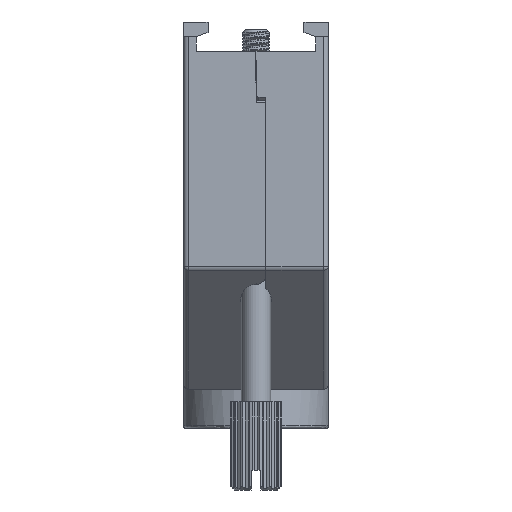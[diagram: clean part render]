
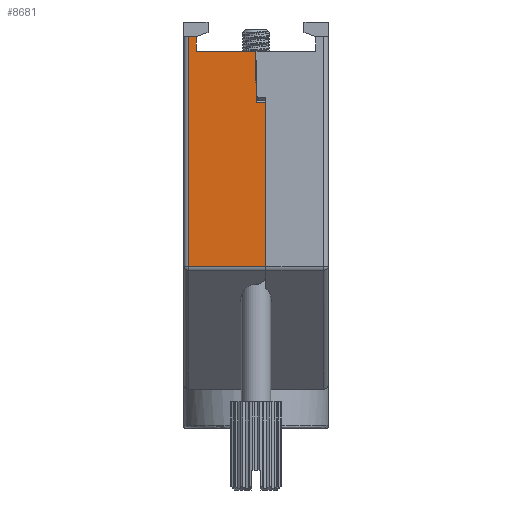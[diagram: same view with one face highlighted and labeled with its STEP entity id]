
A CAD part, left-side view. The second image highlights one B-rep face of the part: STEP entity #8681.
In plain terms, the highlighted face is planar.
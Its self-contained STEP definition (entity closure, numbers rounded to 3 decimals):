
#401 = ORIENTED_EDGE ( 'NONE', *, *, #6460, .T. ) ;
#550 = CARTESIAN_POINT ( 'NONE',  ( 19.75, 8.4, -8.183 ) ) ;
#628 = DIRECTION ( 'NONE',  ( 1., 0., 0. ) ) ;
#866 = VECTOR ( 'NONE', #3145, 1000. ) ;
#987 = CARTESIAN_POINT ( 'NONE',  ( 19.75, -38.228, -3. ) ) ;
#1090 = ORIENTED_EDGE ( 'NONE', *, *, #12104, .T. ) ;
#1364 = LINE ( 'NONE', #15853, #4600 ) ;
#1899 = ORIENTED_EDGE ( 'NONE', *, *, #9412, .F. ) ;
#1913 = CARTESIAN_POINT ( 'NONE',  ( 19.75, 1.3, -1.5 ) ) ;
#1980 = VECTOR ( 'NONE', #2613, 1000. ) ;
#2152 = VERTEX_POINT ( 'NONE', #10364 ) ;
#2613 = DIRECTION ( 'NONE',  ( 0., 0., -1. ) ) ;
#2900 = CARTESIAN_POINT ( 'NONE',  ( 19.75, 7.4, -37.5 ) ) ;
#3016 = CARTESIAN_POINT ( 'NONE',  ( 19.75, 1.3, -1.5 ) ) ;
#3057 = CARTESIAN_POINT ( 'NONE',  ( 19.75, 7.4, -8.183 ) ) ;
#3145 = DIRECTION ( 'NONE',  ( 0., 0., -1. ) ) ;
#3205 = VERTEX_POINT ( 'NONE', #3244 ) ;
#3244 = CARTESIAN_POINT ( 'NONE',  ( 19.75, 0.5, -24.993 ) ) ;
#3778 = DIRECTION ( 'NONE',  ( 0., 1., 0. ) ) ;
#3900 = AXIS2_PLACEMENT_3D ( 'NONE', #2900, #628, #16513 ) ;
#4313 = ORIENTED_EDGE ( 'NONE', *, *, #17017, .F. ) ;
#4600 = VECTOR ( 'NONE', #6655, 1000. ) ;
#4799 = LINE ( 'NONE', #12691, #4891 ) ;
#4891 = VECTOR ( 'NONE', #6104, 1000. ) ;
#5532 = VECTOR ( 'NONE', #12475, 1000. ) ;
#5992 = DIRECTION ( 'NONE',  ( 0., 0., -1. ) ) ;
#6104 = DIRECTION ( 'NONE',  ( 0., 1., 0. ) ) ;
#6308 = DIRECTION ( 'NONE',  ( 0., -1., 0. ) ) ;
#6348 = VECTOR ( 'NONE', #6308, 1000. ) ;
#6415 = CARTESIAN_POINT ( 'NONE',  ( 19.75, 7.4, -3. ) ) ;
#6460 = EDGE_CURVE ( 'NONE', #12102, #14911, #1364, .T. ) ;
#6655 = DIRECTION ( 'NONE',  ( 0., -1., 0. ) ) ;
#7089 = CARTESIAN_POINT ( 'NONE',  ( 19.75, 0.5, -37.5 ) ) ;
#7306 = CARTESIAN_POINT ( 'NONE',  ( 19.75, 8.4, -3. ) ) ;
#7385 = LINE ( 'NONE', #7306, #866 ) ;
#7608 = LINE ( 'NONE', #12906, #6348 ) ;
#8075 = CARTESIAN_POINT ( 'NONE',  ( 19.75, 7.4, -3. ) ) ;
#8499 = LINE ( 'NONE', #1913, #16339 ) ;
#8681 = ADVANCED_FACE ( 'NONE', ( #13316 ), #14786, .T. ) ;
#8968 = LINE ( 'NONE', #987, #16169 ) ;
#9365 = VERTEX_POINT ( 'NONE', #12750 ) ;
#9412 = EDGE_CURVE ( 'NONE', #15147, #9365, #8499, .T. ) ;
#9783 = EDGE_CURVE ( 'NONE', #3205, #2152, #12644, .T. ) ;
#9970 = LINE ( 'NONE', #6415, #1980 ) ;
#10043 = EDGE_CURVE ( 'NONE', #15147, #2152, #7608, .T. ) ;
#10352 = EDGE_LOOP ( 'NONE', ( #14894, #1090, #4313, #401, #10846, #16541, #1899, #10574 ) ) ;
#10364 = CARTESIAN_POINT ( 'NONE',  ( 19.75, 0.5, -1.5 ) ) ;
#10574 = ORIENTED_EDGE ( 'NONE', *, *, #10043, .T. ) ;
#10846 = ORIENTED_EDGE ( 'NONE', *, *, #16125, .F. ) ;
#12102 = VERTEX_POINT ( 'NONE', #550 ) ;
#12104 = EDGE_CURVE ( 'NONE', #3205, #17183, #4799, .T. ) ;
#12475 = DIRECTION ( 'NONE',  ( 0., 0., 1. ) ) ;
#12644 = LINE ( 'NONE', #7089, #5532 ) ;
#12691 = CARTESIAN_POINT ( 'NONE',  ( 19.75, 8.4, -24.993 ) ) ;
#12750 = CARTESIAN_POINT ( 'NONE',  ( 19.75, 1.3, -3. ) ) ;
#12766 = CARTESIAN_POINT ( 'NONE',  ( 19.75, 8.4, -24.993 ) ) ;
#12906 = CARTESIAN_POINT ( 'NONE',  ( 19.75, 7.4, -1.5 ) ) ;
#13316 = FACE_OUTER_BOUND ( 'NONE', #10352, .T. ) ;
#13946 = VERTEX_POINT ( 'NONE', #8075 ) ;
#14560 = EDGE_CURVE ( 'NONE', #9365, #13946, #8968, .T. ) ;
#14786 = PLANE ( 'NONE',  #3900 ) ;
#14894 = ORIENTED_EDGE ( 'NONE', *, *, #9783, .F. ) ;
#14911 = VERTEX_POINT ( 'NONE', #3057 ) ;
#15147 = VERTEX_POINT ( 'NONE', #3016 ) ;
#15853 = CARTESIAN_POINT ( 'NONE',  ( 19.75, 7.4, -8.183 ) ) ;
#16125 = EDGE_CURVE ( 'NONE', #13946, #14911, #9970, .T. ) ;
#16169 = VECTOR ( 'NONE', #3778, 1000. ) ;
#16339 = VECTOR ( 'NONE', #5992, 1000. ) ;
#16513 = DIRECTION ( 'NONE',  ( 0., 1., 0. ) ) ;
#16541 = ORIENTED_EDGE ( 'NONE', *, *, #14560, .F. ) ;
#17017 = EDGE_CURVE ( 'NONE', #12102, #17183, #7385, .T. ) ;
#17183 = VERTEX_POINT ( 'NONE', #12766 ) ;
